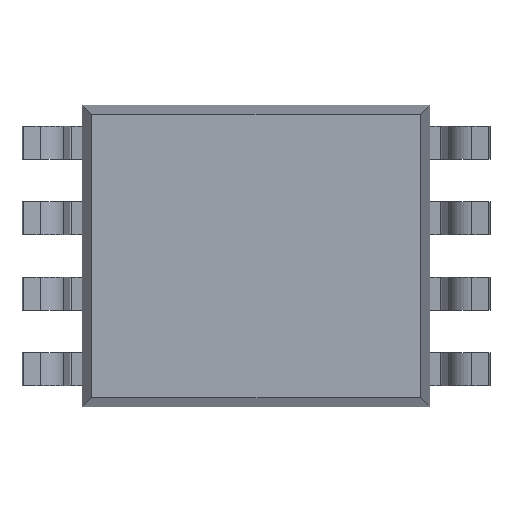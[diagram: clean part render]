
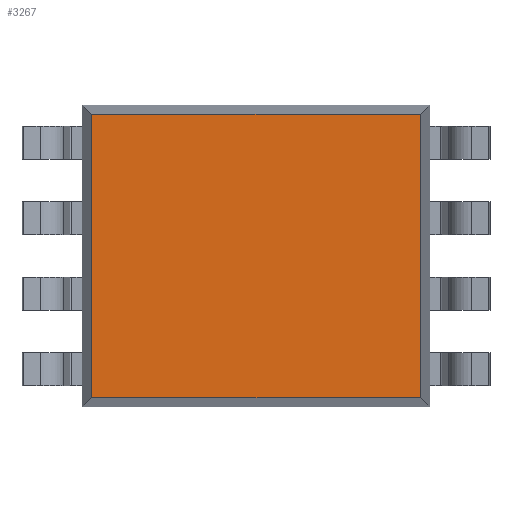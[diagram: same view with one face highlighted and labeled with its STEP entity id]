
A CAD part, front view. The second image highlights one B-rep face of the part: STEP entity #3267.
In plain terms, the highlighted planar face has unit normal (0, -1, 0).
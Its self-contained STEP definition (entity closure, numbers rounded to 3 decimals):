
#22 = VERTEX_POINT ( 'NONE', #2472 ) ;
#40 = EDGE_LOOP ( 'NONE', ( #3463, #1790, #2435, #3426 ) ) ;
#69 = DIRECTION ( 'NONE',  ( 0., 0., 1. ) ) ;
#144 = EDGE_CURVE ( 'NONE', #3570, #2906, #3615, .T. ) ;
#577 = EDGE_CURVE ( 'NONE', #2906, #22, #3754, .T. ) ;
#787 = FACE_OUTER_BOUND ( 'NONE', #40, .T. ) ;
#949 = PLANE ( 'NONE',  #2128 ) ;
#1293 = DIRECTION ( 'NONE',  ( 0., 0., 1. ) ) ;
#1377 = LINE ( 'NONE', #3185, #1713 ) ;
#1386 = DIRECTION ( 'NONE',  ( -1., 0., 0. ) ) ;
#1387 = CARTESIAN_POINT ( 'NONE',  ( 1.089, 0.15, 0.939 ) ) ;
#1568 = CARTESIAN_POINT ( 'NONE',  ( -1.089, 0.15, 0. ) ) ;
#1713 = VECTOR ( 'NONE', #2603, 1000. ) ;
#1790 = ORIENTED_EDGE ( 'NONE', *, *, #3519, .F. ) ;
#1895 = EDGE_CURVE ( 'NONE', #3494, #3570, #3872, .T. ) ;
#2083 = DIRECTION ( 'NONE',  ( 0., 0., -1. ) ) ;
#2128 = AXIS2_PLACEMENT_3D ( 'NONE', #3727, #2820, #1293 ) ;
#2313 = CARTESIAN_POINT ( 'NONE',  ( 0., 0.15, -0.939 ) ) ;
#2320 = VECTOR ( 'NONE', #69, 1000. ) ;
#2435 = ORIENTED_EDGE ( 'NONE', *, *, #577, .F. ) ;
#2472 = CARTESIAN_POINT ( 'NONE',  ( -1.089, 0.15, 0.939 ) ) ;
#2499 = CARTESIAN_POINT ( 'NONE',  ( -1.089, 0.15, -0.939 ) ) ;
#2603 = DIRECTION ( 'NONE',  ( 1., 0., 0. ) ) ;
#2820 = DIRECTION ( 'NONE',  ( 0., 1., 0. ) ) ;
#2906 = VERTEX_POINT ( 'NONE', #2499 ) ;
#2986 = CARTESIAN_POINT ( 'NONE',  ( 1.089, 0.15, -0.939 ) ) ;
#3077 = VECTOR ( 'NONE', #2083, 1000. ) ;
#3185 = CARTESIAN_POINT ( 'NONE',  ( 0., 0.15, 0.939 ) ) ;
#3188 = VECTOR ( 'NONE', #1386, 1000. ) ;
#3267 = ADVANCED_FACE ( 'NONE', ( #787 ), #949, .F. ) ;
#3321 = CARTESIAN_POINT ( 'NONE',  ( 1.089, 0.15, 0. ) ) ;
#3426 = ORIENTED_EDGE ( 'NONE', *, *, #144, .F. ) ;
#3463 = ORIENTED_EDGE ( 'NONE', *, *, #1895, .F. ) ;
#3494 = VERTEX_POINT ( 'NONE', #1387 ) ;
#3519 = EDGE_CURVE ( 'NONE', #22, #3494, #1377, .T. ) ;
#3570 = VERTEX_POINT ( 'NONE', #2986 ) ;
#3615 = LINE ( 'NONE', #2313, #3188 ) ;
#3727 = CARTESIAN_POINT ( 'NONE',  ( 0., 0.15, 0. ) ) ;
#3754 = LINE ( 'NONE', #1568, #2320 ) ;
#3872 = LINE ( 'NONE', #3321, #3077 ) ;
